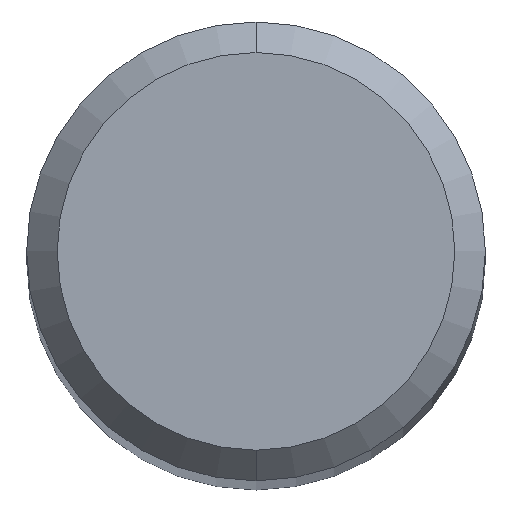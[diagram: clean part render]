
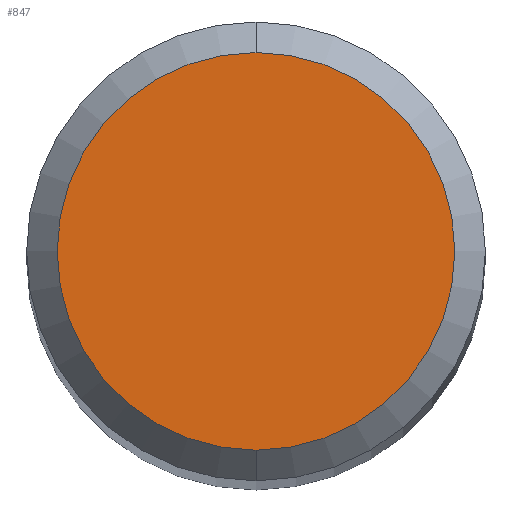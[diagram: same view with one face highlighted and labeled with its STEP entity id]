
A CAD part, top view. The second image highlights one B-rep face of the part: STEP entity #847.
In plain terms, the highlighted planar face has unit normal (0, 0, 1).
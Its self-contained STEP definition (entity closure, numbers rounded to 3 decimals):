
#469=EDGE_CURVE('',#1155,#733,#1304,.T.);
#733=VERTEX_POINT('',#1591);
#847=ADVANCED_FACE('',(#1713),#1714,.T.);
#1145=EDGE_CURVE('',#733,#1155,#2041,.T.);
#1155=VERTEX_POINT('',#2053);
#1304=CIRCLE('',#2549,2.6);
#1591=CARTESIAN_POINT('',(0.,-2.6,0.0));
#1713=FACE_OUTER_BOUND('',#4754,.T.);
#1714=PLANE('',#4755);
#2041=CIRCLE('',#6456,2.6);
#2053=CARTESIAN_POINT('',(0.0,2.6,0.0));
#2549=AXIS2_PLACEMENT_3D('',#7245,#7246,#7247);
#4754=EDGE_LOOP('',(#7769,#7770));
#4755=AXIS2_PLACEMENT_3D('',#7771,#7772,#7773);
#6456=AXIS2_PLACEMENT_3D('',#8143,#8144,#8145);
#7245=CARTESIAN_POINT('',(0.0,0.0,0.0));
#7246=DIRECTION('',(0.0,0.0,-1.0));
#7247=DIRECTION('',(0.0,1.0,0.0));
#7769=ORIENTED_EDGE('',*,*,#469,.F.);
#7770=ORIENTED_EDGE('',*,*,#1145,.F.);
#7771=CARTESIAN_POINT('',(0.0,1.3,0.0));
#7772=DIRECTION('',(-0.0,0.0,1.0));
#7773=DIRECTION('',(0.0,-1.0,0.0));
#8143=CARTESIAN_POINT('',(0.0,0.0,0.0));
#8144=DIRECTION('',(0.0,0.0,-1.0));
#8145=DIRECTION('',(0.0,1.0,0.0));
